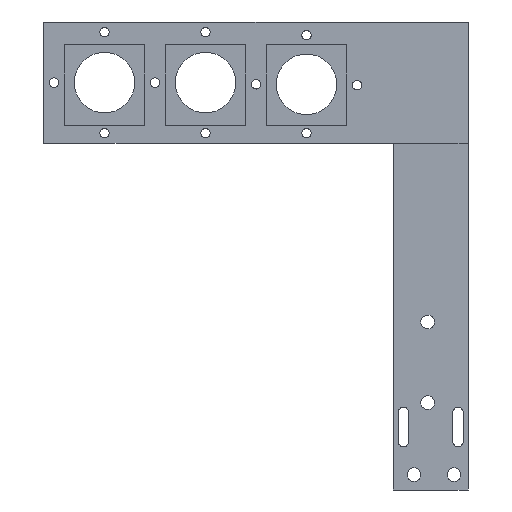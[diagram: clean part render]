
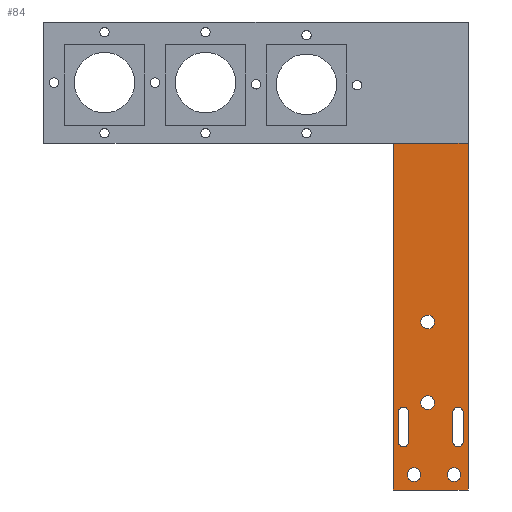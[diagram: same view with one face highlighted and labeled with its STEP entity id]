
A CAD part, left-side view. The second image highlights one B-rep face of the part: STEP entity #84.
In plain terms, the highlighted planar face has unit normal (-1, 0, 0).
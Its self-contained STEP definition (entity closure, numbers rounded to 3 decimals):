
#84 = ADVANCED_FACE( '', ( #209, #210, #211, #212, #213, #214, #215 ), #216, .F. );
#209 = FACE_BOUND( '', #424, .T. );
#210 = FACE_BOUND( '', #425, .T. );
#211 = FACE_BOUND( '', #426, .T. );
#212 = FACE_BOUND( '', #427, .T. );
#213 = FACE_BOUND( '', #428, .T. );
#214 = FACE_OUTER_BOUND( '', #429, .T. );
#215 = FACE_BOUND( '', #430, .T. );
#216 = PLANE( '', #431 );
#424 = EDGE_LOOP( '', ( #652, #653, #654, #655 ) );
#425 = EDGE_LOOP( '', ( #656 ) );
#426 = EDGE_LOOP( '', ( #657 ) );
#427 = EDGE_LOOP( '', ( #658 ) );
#428 = EDGE_LOOP( '', ( #659 ) );
#429 = EDGE_LOOP( '', ( #660, #661, #662, #663 ) );
#430 = EDGE_LOOP( '', ( #664, #665, #666, #667 ) );
#431 = AXIS2_PLACEMENT_3D( '', #668, #669, #670 );
#652 = ORIENTED_EDGE( '', *, *, #1069, .T. );
#653 = ORIENTED_EDGE( '', *, *, #1070, .F. );
#654 = ORIENTED_EDGE( '', *, *, #1071, .T. );
#655 = ORIENTED_EDGE( '', *, *, #1072, .F. );
#656 = ORIENTED_EDGE( '', *, *, #1073, .F. );
#657 = ORIENTED_EDGE( '', *, *, #1074, .F. );
#658 = ORIENTED_EDGE( '', *, *, #1075, .F. );
#659 = ORIENTED_EDGE( '', *, *, #1076, .F. );
#660 = ORIENTED_EDGE( '', *, *, #1077, .F. );
#661 = ORIENTED_EDGE( '', *, *, #1078, .T. );
#662 = ORIENTED_EDGE( '', *, *, #1079, .T. );
#663 = ORIENTED_EDGE( '', *, *, #1080, .T. );
#664 = ORIENTED_EDGE( '', *, *, #1081, .T. );
#665 = ORIENTED_EDGE( '', *, *, #1082, .F. );
#666 = ORIENTED_EDGE( '', *, *, #1083, .T. );
#667 = ORIENTED_EDGE( '', *, *, #1084, .F. );
#668 = CARTESIAN_POINT( '', ( 2.766, -68.175, 63.237 ) );
#669 = DIRECTION( '', ( 1., 0., 0. ) );
#670 = DIRECTION( '', ( 0., 0., 1. ) );
#1069 = EDGE_CURVE( '', #1250, #1251, #1252, .T. );
#1070 = EDGE_CURVE( '', #1253, #1251, #1254, .T. );
#1071 = EDGE_CURVE( '', #1253, #1255, #1256, .T. );
#1072 = EDGE_CURVE( '', #1250, #1255, #1257, .T. );
#1073 = EDGE_CURVE( '', #1258, #1258, #1259, .T. );
#1074 = EDGE_CURVE( '', #1260, #1260, #1261, .T. );
#1075 = EDGE_CURVE( '', #1262, #1262, #1263, .T. );
#1076 = EDGE_CURVE( '', #1264, #1264, #1265, .T. );
#1077 = EDGE_CURVE( '', #1266, #1267, #1268, .T. );
#1078 = EDGE_CURVE( '', #1266, #1269, #1270, .T. );
#1079 = EDGE_CURVE( '', #1269, #1271, #1272, .F. );
#1080 = EDGE_CURVE( '', #1271, #1267, #1273, .F. );
#1081 = EDGE_CURVE( '', #1274, #1275, #1276, .T. );
#1082 = EDGE_CURVE( '', #1277, #1275, #1278, .T. );
#1083 = EDGE_CURVE( '', #1277, #1279, #1280, .T. );
#1084 = EDGE_CURVE( '', #1274, #1279, #1281, .T. );
#1250 = VERTEX_POINT( '', #1517 );
#1251 = VERTEX_POINT( '', #1518 );
#1252 = LINE( '', #1519, #1520 );
#1253 = VERTEX_POINT( '', #1521 );
#1254 = CIRCLE( '', #1522, 1.633 );
#1255 = VERTEX_POINT( '', #1523 );
#1256 = LINE( '', #1524, #1525 );
#1257 = CIRCLE( '', #1526, 1.633 );
#1258 = VERTEX_POINT( '', #1527 );
#1259 = CIRCLE( '', #1528, 2.146 );
#1260 = VERTEX_POINT( '', #1529 );
#1261 = CIRCLE( '', #1530, 2.146 );
#1262 = VERTEX_POINT( '', #1531 );
#1263 = CIRCLE( '', #1532, 2.153 );
#1264 = VERTEX_POINT( '', #1533 );
#1265 = CIRCLE( '', #1534, 2.153 );
#1266 = VERTEX_POINT( '', #1535 );
#1267 = VERTEX_POINT( '', #1536 );
#1268 = LINE( '', #1537, #1538 );
#1269 = VERTEX_POINT( '', #1539 );
#1270 = LINE( '', #1540, #1541 );
#1271 = VERTEX_POINT( '', #1542 );
#1272 = LINE( '', #1543, #1544 );
#1273 = LINE( '', #1545, #1546 );
#1274 = VERTEX_POINT( '', #1547 );
#1275 = VERTEX_POINT( '', #1548 );
#1276 = LINE( '', #1549, #1550 );
#1277 = VERTEX_POINT( '', #1551 );
#1278 = CIRCLE( '', #1552, 1.633 );
#1279 = VERTEX_POINT( '', #1553 );
#1280 = LINE( '', #1554, #1555 );
#1281 = CIRCLE( '', #1556, 1.633 );
#1517 = CARTESIAN_POINT( '', ( 2.766, -119.212, -109.515 ) );
#1518 = CARTESIAN_POINT( '', ( 2.766, -119.212, -118.656 ) );
#1519 = CARTESIAN_POINT( '', ( 2.766, -119.212, -118.656 ) );
#1520 = VECTOR( '', #1825, 1000. );
#1521 = CARTESIAN_POINT( '', ( 2.766, -115.945, -118.656 ) );
#1522 = AXIS2_PLACEMENT_3D( '', #1826, #1827, #1828 );
#1523 = CARTESIAN_POINT( '', ( 2.766, -115.945, -109.515 ) );
#1524 = CARTESIAN_POINT( '', ( 2.766, -115.945, -109.515 ) );
#1525 = VECTOR( '', #1829, 1000. );
#1526 = AXIS2_PLACEMENT_3D( '', #1830, #1831, #1832 );
#1527 = CARTESIAN_POINT( '', ( 2.766, -123.027, -129.071 ) );
#1528 = AXIS2_PLACEMENT_3D( '', #1833, #1834, #1835 );
#1529 = CARTESIAN_POINT( '', ( 2.766, -135.6, -129.071 ) );
#1530 = AXIS2_PLACEMENT_3D( '', #1836, #1837, #1838 );
#1531 = CARTESIAN_POINT( '', ( 2.766, -127.351, -81.065 ) );
#1532 = AXIS2_PLACEMENT_3D( '', #1839, #1840, #1841 );
#1533 = CARTESIAN_POINT( '', ( 2.766, -127.351, -106.465 ) );
#1534 = AXIS2_PLACEMENT_3D( '', #1842, #1843, #1844 );
#1535 = CARTESIAN_POINT( '', ( 2.766, -137.899, -24.873 ) );
#1536 = CARTESIAN_POINT( '', ( 2.766, -137.899, -133.897 ) );
#1537 = CARTESIAN_POINT( '', ( 2.766, -137.899, 63.237 ) );
#1538 = VECTOR( '', #1845, 1000. );
#1539 = CARTESIAN_POINT( '', ( 2.766, -114.404, -24.873 ) );
#1540 = CARTESIAN_POINT( '', ( 2.766, -68.175, -24.873 ) );
#1541 = VECTOR( '', #1846, 1000. );
#1542 = CARTESIAN_POINT( '', ( 2.766, -114.404, -133.897 ) );
#1543 = CARTESIAN_POINT( '', ( 2.766, -114.404, 63.237 ) );
#1544 = VECTOR( '', #1847, 1000. );
#1545 = CARTESIAN_POINT( '', ( 2.766, -68.175, -133.897 ) );
#1546 = VECTOR( '', #1848, 1000. );
#1547 = CARTESIAN_POINT( '', ( 2.766, -136.357, -109.515 ) );
#1548 = CARTESIAN_POINT( '', ( 2.766, -136.357, -118.656 ) );
#1549 = CARTESIAN_POINT( '', ( 2.766, -136.357, -109.515 ) );
#1550 = VECTOR( '', #1849, 1000. );
#1551 = CARTESIAN_POINT( '', ( 2.766, -133.09, -118.656 ) );
#1552 = AXIS2_PLACEMENT_3D( '', #1850, #1851, #1852 );
#1553 = CARTESIAN_POINT( '', ( 2.766, -133.09, -109.515 ) );
#1554 = CARTESIAN_POINT( '', ( 2.766, -133.09, -109.515 ) );
#1555 = VECTOR( '', #1853, 1000. );
#1556 = AXIS2_PLACEMENT_3D( '', #1854, #1855, #1856 );
#1825 = DIRECTION( '', ( 0., 0., -1. ) );
#1826 = CARTESIAN_POINT( '', ( 2.766, -117.579, -118.656 ) );
#1827 = DIRECTION( '', ( -1., 0., 0. ) );
#1828 = DIRECTION( '', ( 0., -1., 0. ) );
#1829 = DIRECTION( '', ( 0., 0., 1. ) );
#1830 = CARTESIAN_POINT( '', ( 2.766, -117.579, -109.515 ) );
#1831 = DIRECTION( '', ( -1., 0., 0. ) );
#1832 = DIRECTION( '', ( 0., -1., 0. ) );
#1833 = CARTESIAN_POINT( '', ( 2.766, -120.881, -129.071 ) );
#1834 = DIRECTION( '', ( -1., 0., 0. ) );
#1835 = DIRECTION( '', ( 0., -1., 0. ) );
#1836 = CARTESIAN_POINT( '', ( 2.766, -133.454, -129.071 ) );
#1837 = DIRECTION( '', ( -1., 0., 0. ) );
#1838 = DIRECTION( '', ( 0., -1., 0. ) );
#1839 = CARTESIAN_POINT( '', ( 2.766, -125.199, -81.065 ) );
#1840 = DIRECTION( '', ( -1., 0., 0. ) );
#1841 = DIRECTION( '', ( 0., -1., 0. ) );
#1842 = CARTESIAN_POINT( '', ( 2.766, -125.199, -106.465 ) );
#1843 = DIRECTION( '', ( -1., 0., 0. ) );
#1844 = DIRECTION( '', ( 0., -1., 0. ) );
#1845 = DIRECTION( '', ( 0., 0., -1. ) );
#1846 = DIRECTION( '', ( 0., 1., 0. ) );
#1847 = DIRECTION( '', ( 0., 0., 1. ) );
#1848 = DIRECTION( '', ( 0., 1., 0. ) );
#1849 = DIRECTION( '', ( 0., 0., -1. ) );
#1850 = CARTESIAN_POINT( '', ( 2.766, -134.724, -118.656 ) );
#1851 = DIRECTION( '', ( -1., 0., 0. ) );
#1852 = DIRECTION( '', ( 0., -1., 0. ) );
#1853 = DIRECTION( '', ( 0., 0., 1. ) );
#1854 = CARTESIAN_POINT( '', ( 2.766, -134.724, -109.515 ) );
#1855 = DIRECTION( '', ( -1., 0., 0. ) );
#1856 = DIRECTION( '', ( 0., -1., 0. ) );
